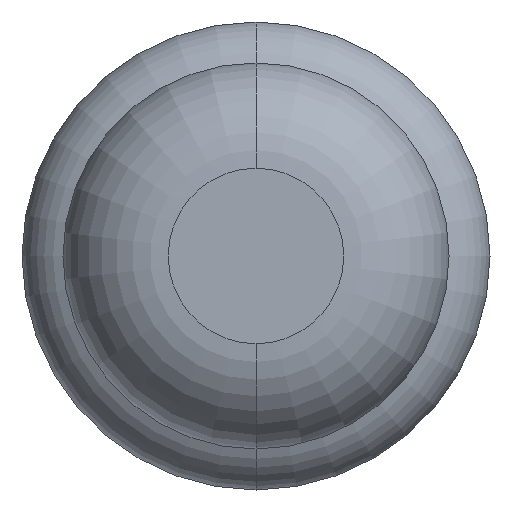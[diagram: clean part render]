
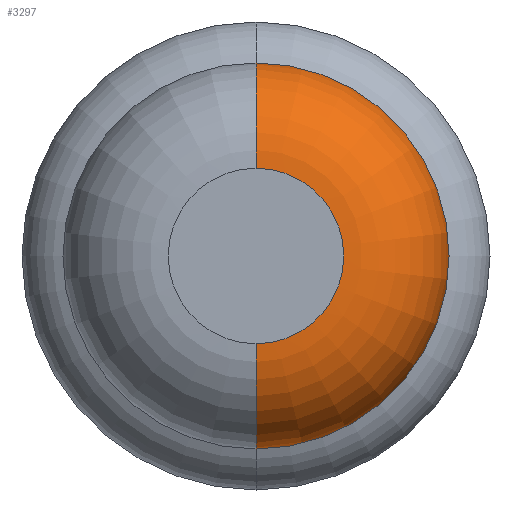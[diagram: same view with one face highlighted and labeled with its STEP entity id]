
A CAD part, front view. The second image highlights one B-rep face of the part: STEP entity #3297.
In plain terms, the highlighted toroidal (fillet/blend) face has major radius 0.375 mm and minor radius 0.45 mm.
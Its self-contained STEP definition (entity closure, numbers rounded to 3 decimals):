
#34 = VERTEX_POINT ( 'NONE', #2204 ) ;
#38 = ORIENTED_EDGE ( 'NONE', *, *, #2586, .T. ) ;
#58 = EDGE_CURVE ( 'NONE', #3456, #34, #454, .T. ) ;
#64 = CARTESIAN_POINT ( 'NONE',  ( 0., -25.55, -0.375 ) ) ;
#454 = CIRCLE ( 'NONE', #2925, 0.45 ) ;
#573 = CARTESIAN_POINT ( 'NONE',  ( 0., -26., 0.375 ) ) ;
#610 = DIRECTION ( 'NONE',  ( 0., 1., 0. ) ) ;
#616 = CARTESIAN_POINT ( 'NONE',  ( 0., -25.55, 0.825 ) ) ;
#669 = CARTESIAN_POINT ( 'NONE',  ( 0., -25.55, 0. ) ) ;
#878 = DIRECTION ( 'NONE',  ( 0., 1., 0. ) ) ;
#913 = EDGE_CURVE ( 'NONE', #1821, #2401, #2124, .T. ) ;
#991 = AXIS2_PLACEMENT_3D ( 'NONE', #3316, #878, #1244 ) ;
#1116 = DIRECTION ( 'NONE',  ( 0., 0., -1. ) ) ;
#1130 = CIRCLE ( 'NONE', #3162, 0.375 ) ;
#1164 = AXIS2_PLACEMENT_3D ( 'NONE', #3744, #3697, #2835 ) ;
#1244 = DIRECTION ( 'NONE',  ( 0., 0., 1. ) ) ;
#1681 = CIRCLE ( 'NONE', #991, 0.825 ) ;
#1821 = VERTEX_POINT ( 'NONE', #573 ) ;
#1938 = DIRECTION ( 'NONE',  ( 0., 1., 0. ) ) ;
#2061 = AXIS2_PLACEMENT_3D ( 'NONE', #669, #610, #4507 ) ;
#2124 = CIRCLE ( 'NONE', #1164, 0.45 ) ;
#2204 = CARTESIAN_POINT ( 'NONE',  ( 0., -25.55, -0.825 ) ) ;
#2244 = EDGE_CURVE ( 'Defeature ausgef�hrt1_9+Defeature ausgef�hrt1_8+Defeature ausgef�hrt1_8+Defeature ausgef�hrt1_8', #2401, #34, #1681, .T. ) ;
#2401 = VERTEX_POINT ( 'NONE', #616 ) ;
#2586 = EDGE_CURVE ( 'Defeature ausgef�hrt1_8+Defeature ausgef�hrt1_7+Defeature ausgef�hrt1_7+Defeature ausgef�hrt1_7', #1821, #3456, #1130, .T. ) ;
#2648 = ORIENTED_EDGE ( 'NONE', *, *, #2244, .F. ) ;
#2835 = DIRECTION ( 'NONE',  ( 0., 0., 1. ) ) ;
#2874 = EDGE_LOOP ( 'NONE', ( #38, #3756, #2648, #3122 ) ) ;
#2908 = DIRECTION ( 'NONE',  ( 1., 0., 0. ) ) ;
#2925 = AXIS2_PLACEMENT_3D ( 'NONE', #64, #2908, #1116 ) ;
#3122 = ORIENTED_EDGE ( 'NONE', *, *, #913, .F. ) ;
#3162 = AXIS2_PLACEMENT_3D ( 'NONE', #3324, #1938, #3997 ) ;
#3297 = ADVANCED_FACE ( 'Defeature ausgef�hrt1_8', ( #3529 ), #4356, .T. ) ;
#3316 = CARTESIAN_POINT ( 'NONE',  ( 0., -25.55, 0. ) ) ;
#3324 = CARTESIAN_POINT ( 'NONE',  ( 0., -26., 0. ) ) ;
#3456 = VERTEX_POINT ( 'NONE', #4267 ) ;
#3529 = FACE_OUTER_BOUND ( 'NONE', #2874, .T. ) ;
#3697 = DIRECTION ( 'NONE',  ( -1., 0., 0. ) ) ;
#3744 = CARTESIAN_POINT ( 'NONE',  ( 0., -25.55, 0.375 ) ) ;
#3756 = ORIENTED_EDGE ( 'NONE', *, *, #58, .T. ) ;
#3997 = DIRECTION ( 'NONE',  ( 0., 0., 1. ) ) ;
#4267 = CARTESIAN_POINT ( 'NONE',  ( 0., -26., -0.375 ) ) ;
#4356 = TOROIDAL_SURFACE ( 'NONE', #2061, 0.375, 0.45 ) ;
#4507 = DIRECTION ( 'NONE',  ( 0., 0., 1. ) ) ;
